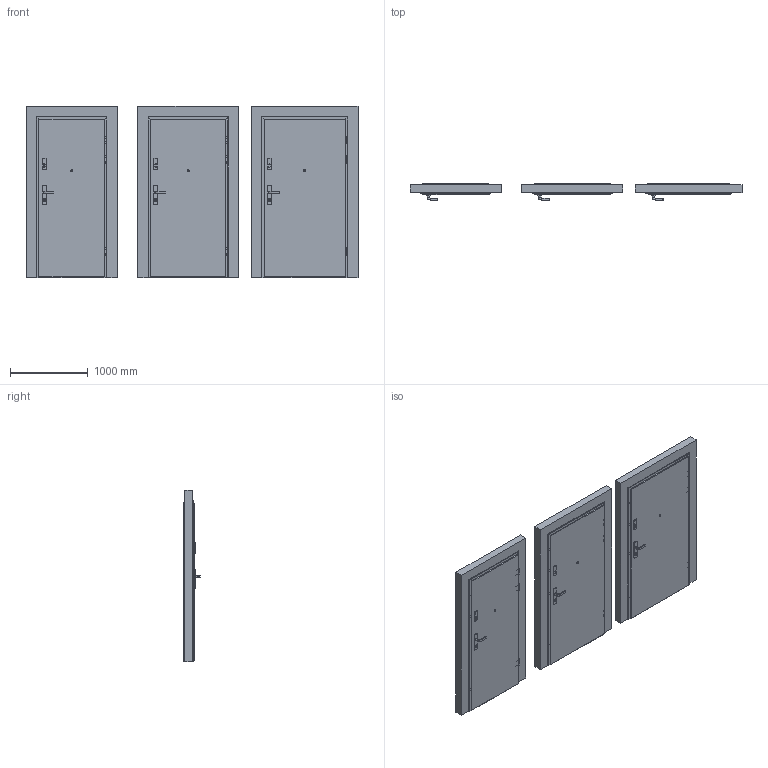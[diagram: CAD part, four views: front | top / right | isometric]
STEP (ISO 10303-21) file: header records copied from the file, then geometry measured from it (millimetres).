
FILE_DESCRIPTION(/* description */ (''),/* implementation_level */ '2;1');
FILE_NAME(/* name */ '050027_A_4-Drzwi antywłamaniowe EXTREME RC3 na ościeżnicy stalowej..stp',/* time_stamp */ '2024-04-25T14:00:29+02:00',/* author */ (''),/* organization */ (''),/* preprocessor_version */ 'ST-DEVELOPER v16',/* originating_system */ 'SIEMENS PLM Software NX 11.0',/* authorisation */ '');
FILE_SCHEMA (('AUTOMOTIVE_DESIGN { 1 0 10303 214 3 1 1 1 }'));
Products named in the file (1): bkni36587B12hwgl
Bounding box: 4276 x 209.01 x 2208.33 mm (x, y, z)
Volume: 540667375.3 mm3; surface area: 37365811.3 mm2
Topology: 118 solids, 146 shells, 4868 faces, 12856 edges, 8486 vertices
Faces by surface type: plane 2770, cylinder 1030, bspline 608, cone 244, extrusion 184, torus 16, sphere 16
Full cylindrical faces by diameter (mm): 5.5 x70, 6 x24, 7 x14, 7.2 x7, 7.8 x12, 8 x84, 9 x14, 9.2 x7, 9.3 x16, 10 x7, 10.5 x30, 12 x4, 13.5 x24, 14 x1, 15 x60, 18 x14, 22 x4, 26 x4, 30 x8
Entity records: 156291 total; most frequent: CARTESIAN_POINT 40405, ORIENTED_EDGE 24060, DIRECTION 21184, EDGE_CURVE 12030, VERTEX_POINT 8312, VECTOR 8070, LINE 7886, AXIS2_PLACEMENT_3D 6557
